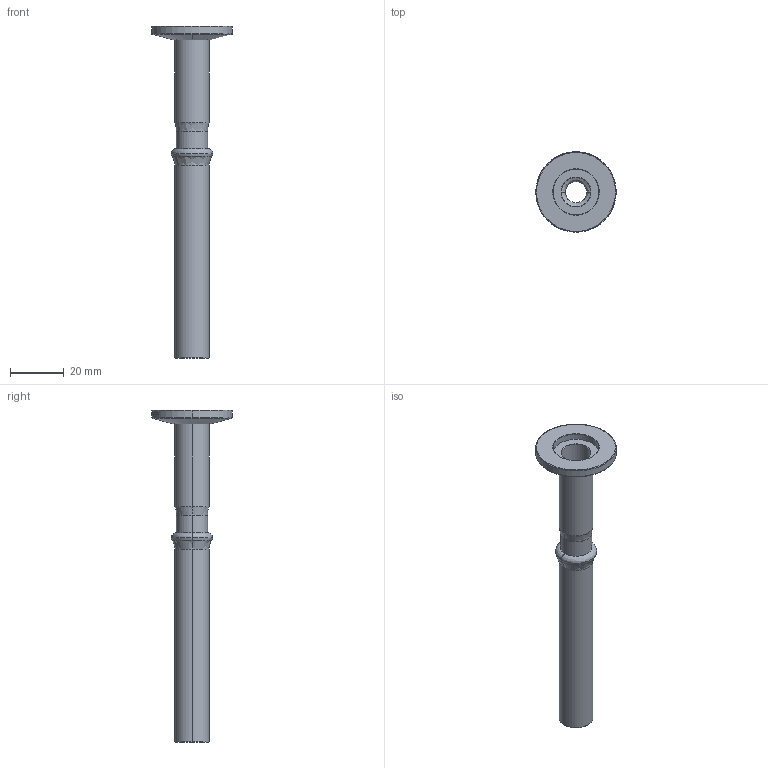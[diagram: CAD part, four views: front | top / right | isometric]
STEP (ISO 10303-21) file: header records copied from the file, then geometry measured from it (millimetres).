
FILE_DESCRIPTION (( 'STEP AP203' ), '1' );
FILE_NAME ('211028.stp', '2018-05-21T21:50:36', ( '' ), ( '' ), 'SwSTEP 2.0', 'SolidWorks 2012', '' );
FILE_SCHEMA (( 'CONFIG_CONTROL_DESIGN' ));
Length unit declared in the file: centimetre
Products named in the file (1): 211028
Bounding box: 29.97 x 29.97 x 123.83 mm (x, y, z)
Volume: 6547 mm3; surface area: 10552.6 mm2
Topology: 1 solids, 1 shells, 333 faces, 875 edges, 572 vertices
Faces by surface type: bspline 155, plane 118, cylinder 50, cone 10
Entity records: 34060 total; most frequent: CARTESIAN_POINT 26934, ORIENTED_EDGE 1746, DIRECTION 986, EDGE_CURVE 873, VERTEX_POINT 572, B_SPLINE_CURVE_WITH_KNOTS 367, EDGE_LOOP 365, AXIS2_PLACEMENT_3D 336
